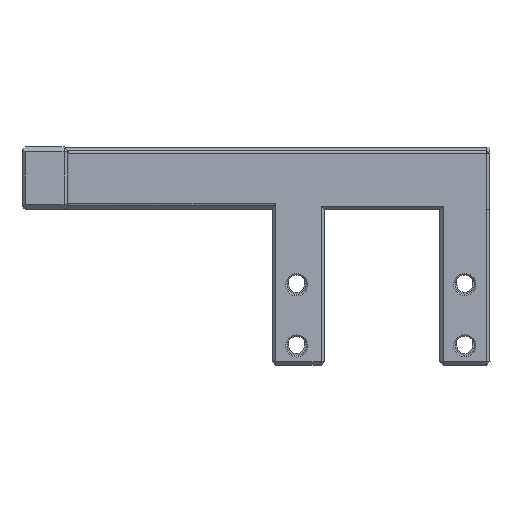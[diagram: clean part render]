
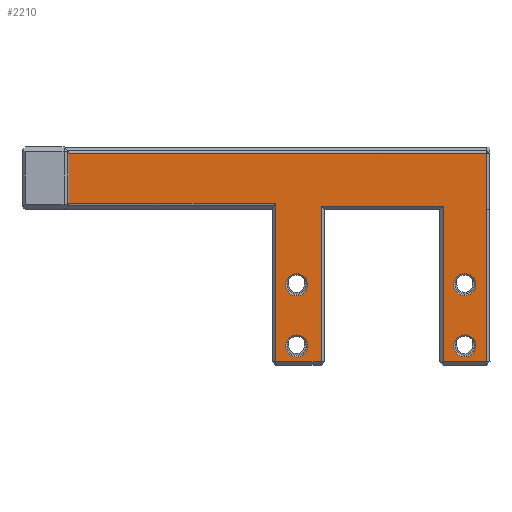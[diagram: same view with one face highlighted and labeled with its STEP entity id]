
A CAD part, top view. The second image highlights one B-rep face of the part: STEP entity #2210.
In plain terms, the highlighted planar face has unit normal (0, 0, 1).
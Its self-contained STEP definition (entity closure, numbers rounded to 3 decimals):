
#143=CIRCLE('',#2384,3.55);
#144=CIRCLE('',#2385,3.55);
#145=CIRCLE('',#2386,3.55);
#146=CIRCLE('',#2387,3.55);
#308=ORIENTED_EDGE('',*,*,#918,.T.);
#309=ORIENTED_EDGE('',*,*,#919,.T.);
#310=ORIENTED_EDGE('',*,*,#920,.T.);
#311=ORIENTED_EDGE('',*,*,#921,.T.);
#312=ORIENTED_EDGE('',*,*,#922,.T.);
#313=ORIENTED_EDGE('',*,*,#923,.T.);
#314=ORIENTED_EDGE('',*,*,#924,.T.);
#315=ORIENTED_EDGE('',*,*,#925,.T.);
#316=ORIENTED_EDGE('',*,*,#926,.T.);
#317=ORIENTED_EDGE('',*,*,#927,.T.);
#318=ORIENTED_EDGE('',*,*,#928,.T.);
#319=ORIENTED_EDGE('',*,*,#929,.T.);
#320=ORIENTED_EDGE('',*,*,#930,.T.);
#321=ORIENTED_EDGE('',*,*,#931,.T.);
#322=ORIENTED_EDGE('',*,*,#932,.T.);
#918=EDGE_CURVE('',#1224,#1224,#143,.T.);
#919=EDGE_CURVE('',#1225,#1225,#144,.T.);
#920=EDGE_CURVE('',#1226,#1226,#145,.T.);
#921=EDGE_CURVE('',#1227,#1227,#146,.T.);
#922=EDGE_CURVE('',#1228,#1229,#1414,.F.);
#923=EDGE_CURVE('',#1229,#1230,#1415,.T.);
#924=EDGE_CURVE('',#1230,#1231,#1416,.T.);
#925=EDGE_CURVE('',#1231,#1232,#1417,.T.);
#926=EDGE_CURVE('',#1232,#1233,#1418,.T.);
#927=EDGE_CURVE('',#1233,#1234,#1419,.T.);
#928=EDGE_CURVE('',#1234,#1235,#1420,.T.);
#929=EDGE_CURVE('',#1235,#1236,#1421,.T.);
#930=EDGE_CURVE('',#1236,#1237,#1422,.T.);
#931=EDGE_CURVE('',#1237,#1238,#1423,.T.);
#932=EDGE_CURVE('',#1238,#1228,#1424,.T.);
#1224=VERTEX_POINT('',#3463);
#1225=VERTEX_POINT('',#3465);
#1226=VERTEX_POINT('',#3467);
#1227=VERTEX_POINT('',#3469);
#1228=VERTEX_POINT('',#3471);
#1229=VERTEX_POINT('',#3472);
#1230=VERTEX_POINT('',#3474);
#1231=VERTEX_POINT('',#3476);
#1232=VERTEX_POINT('',#3478);
#1233=VERTEX_POINT('',#3480);
#1234=VERTEX_POINT('',#3482);
#1235=VERTEX_POINT('',#3484);
#1236=VERTEX_POINT('',#3486);
#1237=VERTEX_POINT('',#3488);
#1238=VERTEX_POINT('',#3490);
#1414=LINE('',#3470,#1619);
#1415=LINE('',#3473,#1620);
#1416=LINE('',#3475,#1621);
#1417=LINE('',#3477,#1622);
#1418=LINE('',#3479,#1623);
#1419=LINE('',#3481,#1624);
#1420=LINE('',#3483,#1625);
#1421=LINE('',#3485,#1626);
#1422=LINE('',#3487,#1627);
#1423=LINE('',#3489,#1628);
#1424=LINE('',#3491,#1629);
#1619=VECTOR('',#2722,1000.);
#1620=VECTOR('',#2723,1000.);
#1621=VECTOR('',#2724,1000.);
#1622=VECTOR('',#2725,1000.);
#1623=VECTOR('',#2726,1000.);
#1624=VECTOR('',#2727,1000.);
#1625=VECTOR('',#2728,1000.);
#1626=VECTOR('',#2729,1000.);
#1627=VECTOR('',#2730,1000.);
#1628=VECTOR('',#2731,1000.);
#1629=VECTOR('',#2732,1000.);
#1797=EDGE_LOOP('',(#308));
#1798=EDGE_LOOP('',(#309));
#1799=EDGE_LOOP('',(#310));
#1800=EDGE_LOOP('',(#311));
#1801=EDGE_LOOP('',(#312,#313,#314,#315,#316,#317,#318,#319,#320,#321,#322));
#1963=FACE_BOUND('',#1797,.T.);
#1964=FACE_BOUND('',#1798,.T.);
#1965=FACE_BOUND('',#1799,.T.);
#1966=FACE_BOUND('',#1800,.T.);
#1967=FACE_BOUND('',#1801,.T.);
#2117=PLANE('',#2383);
#2210=ADVANCED_FACE('',(#1963,#1964,#1965,#1966,#1967),#2117,.F.);
#2383=AXIS2_PLACEMENT_3D('',#3461,#2712,#2713);
#2384=AXIS2_PLACEMENT_3D('',#3462,#2714,#2715);
#2385=AXIS2_PLACEMENT_3D('',#3464,#2716,#2717);
#2386=AXIS2_PLACEMENT_3D('',#3466,#2718,#2719);
#2387=AXIS2_PLACEMENT_3D('',#3468,#2720,#2721);
#2712=DIRECTION('',(0.,0.,-1.));
#2713=DIRECTION('',(0.,1.,0.));
#2714=DIRECTION('',(0.,0.,-1.));
#2715=DIRECTION('',(0.,1.,0.));
#2716=DIRECTION('',(0.,0.,-1.));
#2717=DIRECTION('',(0.,1.,0.));
#2718=DIRECTION('',(0.,0.,-1.));
#2719=DIRECTION('',(0.,1.,0.));
#2720=DIRECTION('',(0.,0.,-1.));
#2721=DIRECTION('',(0.,1.,0.));
#2722=DIRECTION('',(-1.,0.,0.));
#2723=DIRECTION('',(0.,-1.,0.));
#2724=DIRECTION('',(1.,0.,0.));
#2725=DIRECTION('',(0.,1.,0.));
#2726=DIRECTION('',(1.,0.,0.));
#2727=DIRECTION('',(0.,-1.,0.));
#2728=DIRECTION('',(1.,0.,0.));
#2729=DIRECTION('',(0.,1.,0.));
#2730=DIRECTION('',(0.,1.,0.));
#2731=DIRECTION('',(-1.,0.,0.));
#2732=DIRECTION('',(0.,-1.,0.));
#3461=CARTESIAN_POINT('',(-15.,-20.,0.));
#3462=CARTESIAN_POINT('',(112.218,-44.142,0.));
#3463=CARTESIAN_POINT('',(112.218,-40.592,0.));
#3464=CARTESIAN_POINT('',(112.248,-63.8,0.));
#3465=CARTESIAN_POINT('',(112.248,-60.25,0.));
#3466=CARTESIAN_POINT('',(58.22,-63.894,0.));
#3467=CARTESIAN_POINT('',(58.22,-60.344,0.));
#3468=CARTESIAN_POINT('',(58.216,-44.205,0.));
#3469=CARTESIAN_POINT('',(58.216,-40.655,0.));
#3470=CARTESIAN_POINT('',(50.339,-18.086,0.));
#3471=CARTESIAN_POINT('',(-15.,-18.086,0.));
#3472=CARTESIAN_POINT('',(51.339,-18.086,0.));
#3473=CARTESIAN_POINT('',(51.339,-70.,0.));
#3474=CARTESIAN_POINT('',(51.339,-69.,0.));
#3475=CARTESIAN_POINT('',(67.105,-69.,0.));
#3476=CARTESIAN_POINT('',(66.105,-69.,0.));
#3477=CARTESIAN_POINT('',(66.105,-20.,0.));
#3478=CARTESIAN_POINT('',(66.105,-19.,0.));
#3479=CARTESIAN_POINT('',(-15.,-19.,0.));
#3480=CARTESIAN_POINT('',(105.259,-19.,0.));
#3481=CARTESIAN_POINT('',(105.259,-20.,0.));
#3482=CARTESIAN_POINT('',(105.259,-69.,0.));
#3483=CARTESIAN_POINT('',(120.339,-69.,0.));
#3484=CARTESIAN_POINT('',(119.339,-69.,0.));
#3485=CARTESIAN_POINT('',(119.339,-20.,0.));
#3486=CARTESIAN_POINT('',(119.339,-20.,0.));
#3487=CARTESIAN_POINT('',(119.339,-1.914,0.));
#3488=CARTESIAN_POINT('',(119.339,-1.914,0.));
#3489=CARTESIAN_POINT('',(-15.,-1.914,0.));
#3490=CARTESIAN_POINT('',(-15.,-1.914,0.));
#3491=CARTESIAN_POINT('',(-15.,-10.,0.));
